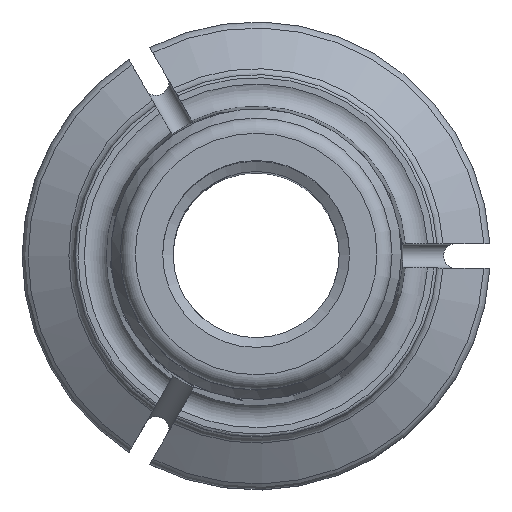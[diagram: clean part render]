
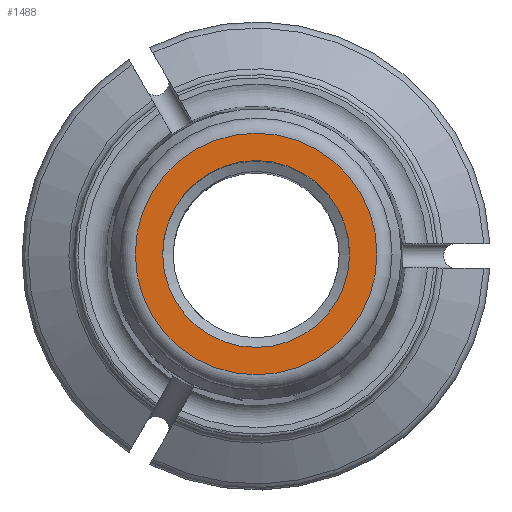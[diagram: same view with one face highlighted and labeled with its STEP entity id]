
A CAD part, top view. The second image highlights one B-rep face of the part: STEP entity #1488.
In plain terms, the highlighted planar face has unit normal (0, 0, 1).
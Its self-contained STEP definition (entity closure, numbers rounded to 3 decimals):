
#170=CIRCLE('',#1611,4.);
#172=CIRCLE('',#1615,3.094);
#439=ORIENTED_EDGE('',*,*,#654,.T.);
#440=ORIENTED_EDGE('',*,*,#652,.T.);
#652=EDGE_CURVE('',#767,#767,#170,.T.);
#654=EDGE_CURVE('',#769,#769,#172,.T.);
#767=VERTEX_POINT('',#2407);
#769=VERTEX_POINT('',#2413);
#935=EDGE_LOOP('',(#439));
#936=EDGE_LOOP('',(#440));
#1006=FACE_BOUND('',#935,.T.);
#1007=FACE_BOUND('',#936,.T.);
#1029=PLANE('',#1614);
#1488=ADVANCED_FACE('',(#1006,#1007),#1029,.T.);
#1611=AXIS2_PLACEMENT_3D('',#2406,#1894,#1895);
#1614=AXIS2_PLACEMENT_3D('',#2411,#1900,#1901);
#1615=AXIS2_PLACEMENT_3D('',#2412,#1902,#1903);
#1894=DIRECTION('',(0.,0.,1.));
#1895=DIRECTION('',(1.,0.,0.));
#1900=DIRECTION('',(0.,0.,1.));
#1901=DIRECTION('',(1.,0.,0.));
#1902=DIRECTION('',(0.,0.,-1.));
#1903=DIRECTION('',(1.,0.,0.));
#2406=CARTESIAN_POINT('',(0.,0.,39.5));
#2407=CARTESIAN_POINT('',(4.,0.,39.5));
#2411=CARTESIAN_POINT('',(0.,0.,39.5));
#2412=CARTESIAN_POINT('',(0.,0.,39.5));
#2413=CARTESIAN_POINT('',(3.094,0.,39.5));
